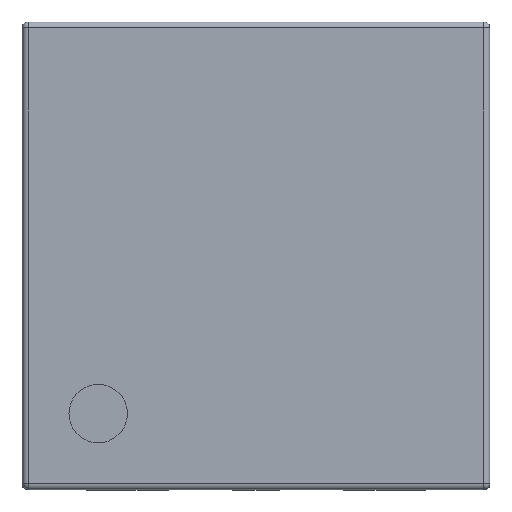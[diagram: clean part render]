
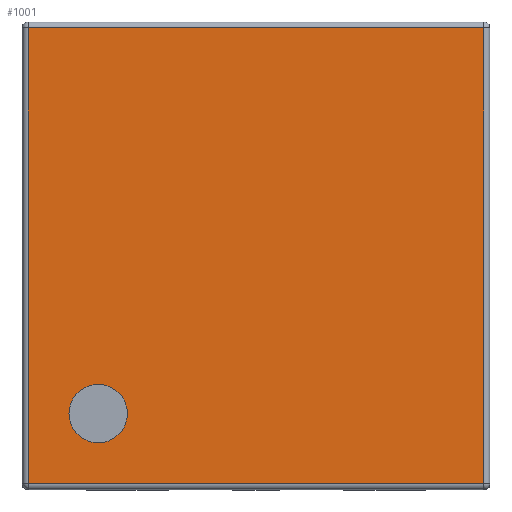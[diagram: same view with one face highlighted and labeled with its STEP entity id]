
A CAD part, top view. The second image highlights one B-rep face of the part: STEP entity #1001.
In plain terms, the highlighted planar face has unit normal (0, 0, 1).
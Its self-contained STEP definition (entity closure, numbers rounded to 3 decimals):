
#14=FACE_BOUND('',#155,.T.);
#19=CIRCLE('',#1056,0.125);
#98=FACE_OUTER_BOUND('',#154,.T.);
#154=EDGE_LOOP('',(#818,#819,#820,#821));
#155=EDGE_LOOP('',(#822));
#262=LINE('',#1589,#377);
#264=LINE('',#1601,#379);
#266=LINE('',#1604,#381);
#268=LINE('',#1610,#383);
#377=VECTOR('',#1304,10.);
#379=VECTOR('',#1320,10.);
#381=VECTOR('',#1324,10.);
#383=VECTOR('',#1332,10.);
#455=VERTEX_POINT('',#1564);
#458=VERTEX_POINT('',#1573);
#460=VERTEX_POINT('',#1579);
#462=VERTEX_POINT('',#1585);
#463=VERTEX_POINT('',#1591);
#571=EDGE_CURVE('',#455,#455,#19,.T.);
#583=EDGE_CURVE('',#458,#462,#262,.T.);
#589=EDGE_CURVE('',#462,#463,#264,.T.);
#591=EDGE_CURVE('',#463,#460,#266,.T.);
#594=EDGE_CURVE('',#460,#458,#268,.T.);
#818=ORIENTED_EDGE('',*,*,#583,.F.);
#819=ORIENTED_EDGE('',*,*,#594,.F.);
#820=ORIENTED_EDGE('',*,*,#591,.F.);
#821=ORIENTED_EDGE('',*,*,#589,.F.);
#822=ORIENTED_EDGE('',*,*,#571,.T.);
#907=PLANE('',#1089);
#1001=ADVANCED_FACE('',(#98,#14),#907,.T.);
#1056=AXIS2_PLACEMENT_3D('',#1565,#1271,#1272);
#1089=AXIS2_PLACEMENT_3D('',#1623,#1349,#1350);
#1271=DIRECTION('center_axis',(0.,0.,-1.));
#1272=DIRECTION('ref_axis',(-1.,0.,0.));
#1304=DIRECTION('',(1.,0.,0.));
#1320=DIRECTION('',(0.,-1.,0.));
#1324=DIRECTION('',(-1.,0.,0.));
#1332=DIRECTION('',(0.,1.,0.));
#1349=DIRECTION('center_axis',(0.,0.,1.));
#1350=DIRECTION('ref_axis',(0.,1.,0.));
#1564=CARTESIAN_POINT('',(-0.55,-0.675,1.));
#1565=CARTESIAN_POINT('Origin',(-0.675,-0.675,1.));
#1573=CARTESIAN_POINT('',(-0.975,0.975,1.));
#1579=CARTESIAN_POINT('',(-0.975,-0.975,1.));
#1585=CARTESIAN_POINT('',(0.975,0.975,1.));
#1589=CARTESIAN_POINT('',(0.5,0.975,1.));
#1591=CARTESIAN_POINT('',(0.975,-0.975,1.));
#1601=CARTESIAN_POINT('',(0.975,-0.5,1.));
#1604=CARTESIAN_POINT('',(-0.5,-0.975,1.));
#1610=CARTESIAN_POINT('',(-0.975,0.5,1.));
#1623=CARTESIAN_POINT('Origin',(0.,0.,1.));
